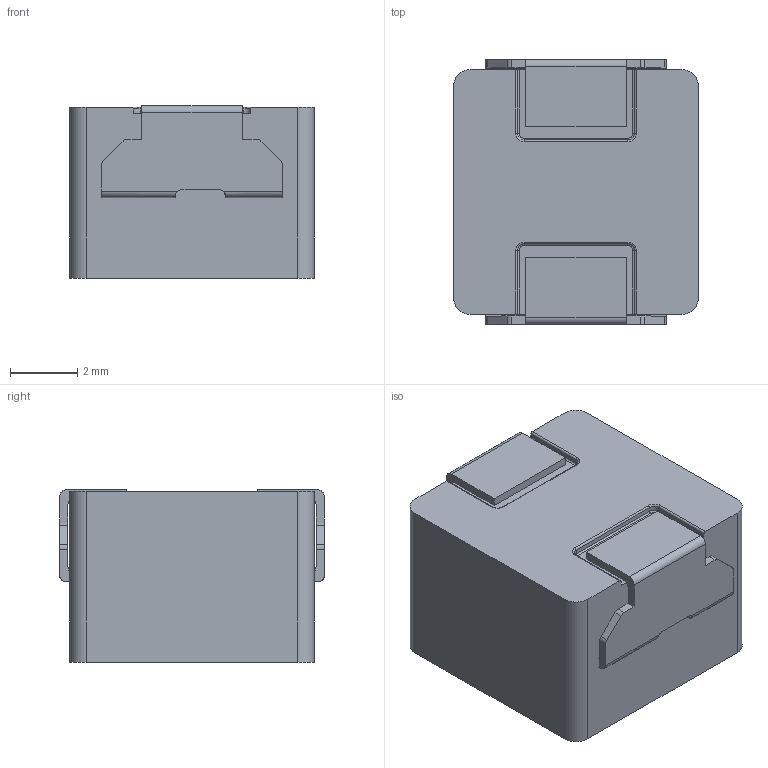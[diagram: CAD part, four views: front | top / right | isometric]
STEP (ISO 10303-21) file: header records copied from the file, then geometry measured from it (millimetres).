
FILE_DESCRIPTION(/* description */ (''),/* implementation_level */ '2;1');
FILE_NAME(/* name */ 'TMPV0754.stp',/* time_stamp */ '2020-07-23T16:38:14+08:00',/* author */ (''),/* organization */ (''),/* preprocessor_version */ 'ST-DEVELOPER v16.7',/* originating_system */ 'SIEMENS PLM Software NX 12.0',/* authorisation */ '');
FILE_SCHEMA (('AUTOMOTIVE_DESIGN { 1 0 10303 214 3 1 1 1 }'));
Length unit declared in the file: millimetre
Products named in the file (3): TMPV0754粉体; TMPV0754产品装配; TMPV0754导片
Assembly tree (2 placements, depth 2):
  TMPV0754导片
    TMPV0754产品装配
    TMPV0754粉体
Bounding box: 7.3 x 7.9 x 5.16 mm (x, y, z)
Volume: 296.6 mm3; surface area: 486.9 mm2
Topology: 12 solids, 12 shells, 288 faces, 707 edges, 443 vertices
Faces by surface type: plane 117, torus 72, extrusion 49, cylinder 44, bspline 6
Full cylindrical faces by diameter (mm): 0.55 x2
Entity records: 9060 total; most frequent: CARTESIAN_POINT 2778, ORIENTED_EDGE 1274, DIRECTION 1105, EDGE_CURVE 637, VERTEX_POINT 443, AXIS2_PLACEMENT_3D 399, EDGE_LOOP 362, VECTOR 307
